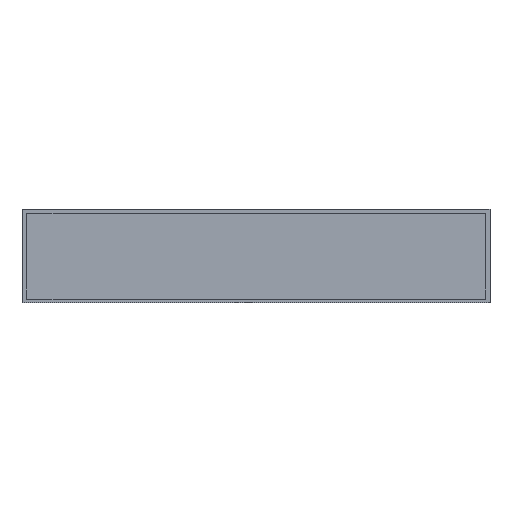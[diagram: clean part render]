
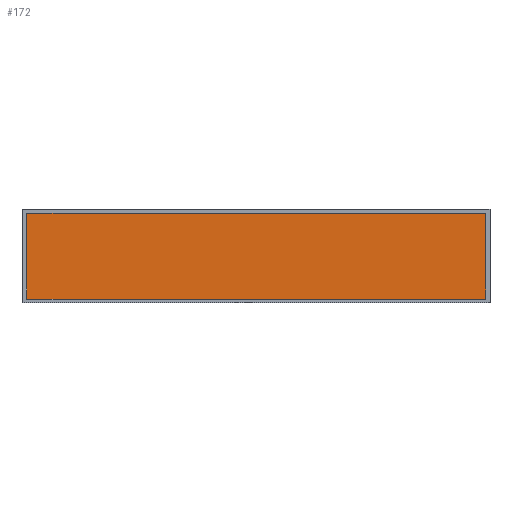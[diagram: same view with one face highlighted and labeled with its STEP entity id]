
A CAD part, front view. The second image highlights one B-rep face of the part: STEP entity #172.
In plain terms, the highlighted planar face has unit normal (0, -1, 0).
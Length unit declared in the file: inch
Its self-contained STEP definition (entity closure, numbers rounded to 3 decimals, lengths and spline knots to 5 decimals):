
#65=CARTESIAN_POINT('Vertex',(0.05285,-0.09,-0.042)) ;
#79=CARTESIAN_POINT('Vertex',(0.05285,-0.09,-0.96055)) ;
#82=CARTESIAN_POINT('Line Origine',(0.05285,-0.09,-0.50128)) ;
#105=CARTESIAN_POINT('Vertex',(4.95638,-0.09,-0.042)) ;
#113=CARTESIAN_POINT('Line Origine',(2.50461,-0.09,-0.042)) ;
#141=CARTESIAN_POINT('Vertex',(4.95638,-0.09,-0.96055)) ;
#144=CARTESIAN_POINT('Line Origine',(2.50461,-0.09,-0.96055)) ;
#156=CARTESIAN_POINT('Axis2P3D Location',(0.,-0.09,0.)) ;
#161=CARTESIAN_POINT('Line Origine',(4.95638,-0.09,-0.50128)) ;
#83=DIRECTION('Vector Direction',(0.,0.,-0.039)) ;
#114=DIRECTION('Vector Direction',(0.039,0.,0.)) ;
#145=DIRECTION('Vector Direction',(-0.039,0.,0.)) ;
#157=DIRECTION('Axis2P3D Direction',(0.,-0.039,0.)) ;
#158=DIRECTION('Axis2P3D XDirection',(0.039,0.,0.)) ;
#162=DIRECTION('Vector Direction',(0.,0.,0.039)) ;
#159=AXIS2_PLACEMENT_3D('Plane Axis2P3D',#156,#157,#158) ;
#167=ORIENTED_EDGE('',*,*,#86,.T.) ;
#168=ORIENTED_EDGE('',*,*,#148,.T.) ;
#169=ORIENTED_EDGE('',*,*,#165,.T.) ;
#170=ORIENTED_EDGE('',*,*,#117,.T.) ;
#84=VECTOR('Line Direction',#83,0.03937) ;
#115=VECTOR('Line Direction',#114,0.03937) ;
#146=VECTOR('Line Direction',#145,0.03937) ;
#163=VECTOR('Line Direction',#162,0.03937) ;
#172=ADVANCED_FACE('MANIFOLD_SOLID_BREP #21669',(#171),#160,.T.) ;
#86=EDGE_CURVE('',#66,#80,#85,.T.) ;
#117=EDGE_CURVE('',#106,#66,#116,.F.) ;
#148=EDGE_CURVE('',#80,#142,#147,.F.) ;
#165=EDGE_CURVE('',#142,#106,#164,.T.) ;
#166=EDGE_LOOP('',(#167,#168,#169,#170)) ;
#171=FACE_OUTER_BOUND('',#166,.T.) ;
#85=LINE('Line',#82,#84) ;
#116=LINE('Line',#113,#115) ;
#147=LINE('Line',#144,#146) ;
#164=LINE('Line',#161,#163) ;
#160=PLANE('',#159) ;
#66=VERTEX_POINT('',#65) ;
#80=VERTEX_POINT('',#79) ;
#106=VERTEX_POINT('',#105) ;
#142=VERTEX_POINT('',#141) ;
